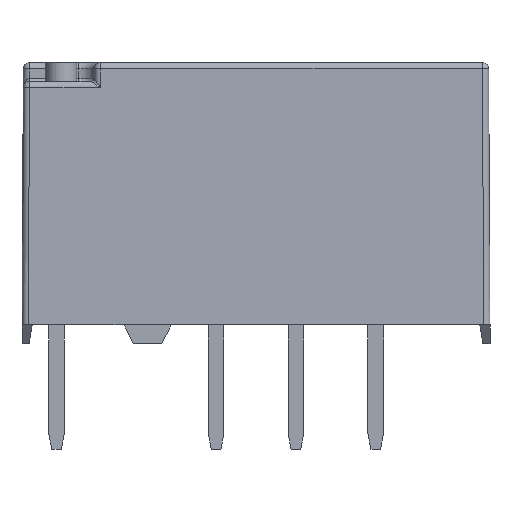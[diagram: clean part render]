
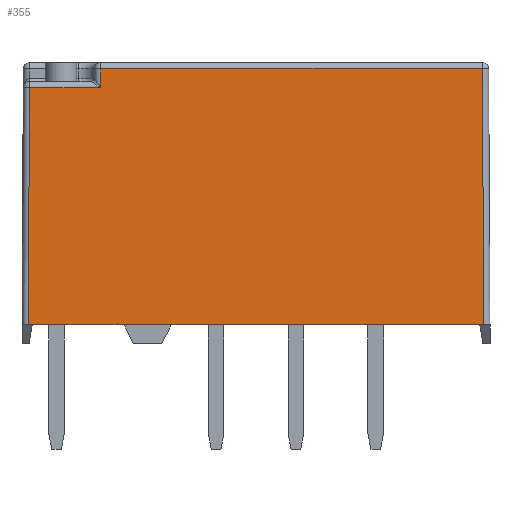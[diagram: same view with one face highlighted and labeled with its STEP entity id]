
A CAD part, front view. The second image highlights one B-rep face of the part: STEP entity #355.
In plain terms, the highlighted planar face has unit normal (0, -1, 0.005).
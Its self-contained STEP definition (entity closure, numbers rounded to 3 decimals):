
#142=FACE_OUTER_BOUND('',#753,.T.);
#355=ADVANCED_FACE('',(#142),#535,.T.);
#535=PLANE('',#3096);
#753=EDGE_LOOP('',(#1009,#1010,#1011,#1012,#1013,#1014,#1015,#1016));
#1009=ORIENTED_EDGE('',*,*,#2087,.T.);
#1010=ORIENTED_EDGE('',*,*,#2088,.T.);
#1011=ORIENTED_EDGE('',*,*,#2089,.T.);
#1012=ORIENTED_EDGE('',*,*,#2090,.T.);
#1013=ORIENTED_EDGE('',*,*,#2091,.T.);
#1014=ORIENTED_EDGE('',*,*,#2092,.T.);
#1015=ORIENTED_EDGE('',*,*,#2093,.T.);
#1016=ORIENTED_EDGE('',*,*,#2094,.T.);
#1837=VERTEX_POINT('',#4309);
#1838=VERTEX_POINT('',#4310);
#1839=VERTEX_POINT('',#4312);
#1840=VERTEX_POINT('',#4314);
#1841=VERTEX_POINT('',#4316);
#1842=VERTEX_POINT('',#4318);
#1843=VERTEX_POINT('',#4320);
#1844=VERTEX_POINT('',#4322);
#2087=EDGE_CURVE('',#1837,#1838,#2493,.T.);
#2088=EDGE_CURVE('',#1838,#1839,#2494,.T.);
#2089=EDGE_CURVE('',#1839,#1840,#2495,.T.);
#2090=EDGE_CURVE('',#1840,#1841,#2496,.T.);
#2091=EDGE_CURVE('',#1841,#1842,#2497,.T.);
#2092=EDGE_CURVE('',#1842,#1843,#2498,.T.);
#2093=EDGE_CURVE('',#1843,#1844,#2499,.T.);
#2094=EDGE_CURVE('',#1844,#1837,#2500,.T.);
#2493=LINE('',#4308,#2821);
#2494=LINE('',#4311,#2822);
#2495=LINE('',#4313,#2823);
#2496=LINE('',#4315,#2824);
#2497=LINE('',#4317,#2825);
#2498=LINE('',#4319,#2826);
#2499=LINE('',#4321,#2827);
#2500=LINE('',#4323,#2828);
#2821=VECTOR('',#3423,1.);
#2822=VECTOR('',#3424,1.);
#2823=VECTOR('',#3425,1.);
#2824=VECTOR('',#3426,1.);
#2825=VECTOR('',#3427,1.);
#2826=VECTOR('',#3428,1.);
#2827=VECTOR('',#3429,1.);
#2828=VECTOR('',#3430,1.);
#3096=AXIS2_PLACEMENT_3D('',#4324,#3431,#3432);
#3423=DIRECTION('',(1.,0.,0.));
#3424=DIRECTION('',(-0.005,0.005,1.));
#3425=DIRECTION('',(-1.,0.,0.));
#3426=DIRECTION('',(0.,-0.005,-1.));
#3427=DIRECTION('',(-1.,0.,0.));
#3428=DIRECTION('',(-0.005,-0.005,-1.));
#3429=DIRECTION('',(1.,0.,0.));
#3430=DIRECTION('',(1.,0.,0.));
#3431=DIRECTION('',(0.,-1.,0.005));
#3432=DIRECTION('',(0.,-0.005,-1.));
#4308=CARTESIAN_POINT('',(0.,-3.7,-5.4));
#4309=CARTESIAN_POINT('',(-2.7,-3.7,-5.4));
#4310=CARTESIAN_POINT('',(7.25,-3.7,-5.4));
#4311=CARTESIAN_POINT('',(7.25,-3.7,-5.362));
#4312=CARTESIAN_POINT('',(7.207,-3.657,2.751));
#4313=CARTESIAN_POINT('',(0.,-3.657,2.751));
#4314=CARTESIAN_POINT('',(-4.95,-3.657,2.751));
#4315=CARTESIAN_POINT('',(-4.95,-3.7,-5.4));
#4316=CARTESIAN_POINT('',(-4.95,-3.66,2.151));
#4317=CARTESIAN_POINT('',(-7.409,-3.66,2.151));
#4318=CARTESIAN_POINT('',(-7.21,-3.66,2.151));
#4319=CARTESIAN_POINT('',(-7.25,-3.7,-5.362));
#4320=CARTESIAN_POINT('',(-7.25,-3.7,-5.4));
#4321=CARTESIAN_POINT('',(0.,-3.7,-5.4));
#4322=CARTESIAN_POINT('',(-4.2,-3.7,-5.4));
#4323=CARTESIAN_POINT('',(-4.2,-3.7,-5.4));
#4324=CARTESIAN_POINT('',(0.,-3.7,-5.4));
